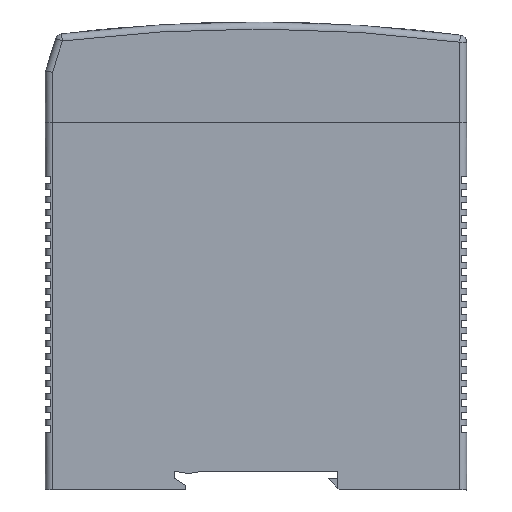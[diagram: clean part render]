
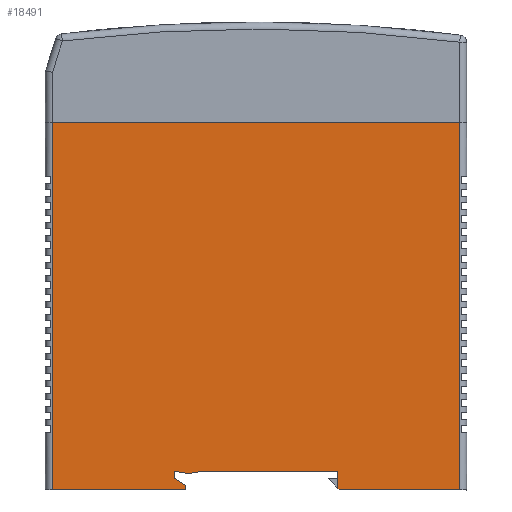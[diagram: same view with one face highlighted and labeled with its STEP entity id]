
A CAD part, left-side view. The second image highlights one B-rep face of the part: STEP entity #18491.
In plain terms, the highlighted planar face has unit normal (-1, 0, 0).
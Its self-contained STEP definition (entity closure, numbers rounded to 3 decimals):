
#591 = LINE ( 'NONE', #4944, #19554 ) ;
#1104 = CARTESIAN_POINT ( 'NONE',  ( -20., 0., -21.5 ) ) ;
#1451 = CARTESIAN_POINT ( 'NONE',  ( -20., -17.85, -100. ) ) ;
#1503 = ORIENTED_EDGE ( 'NONE', *, *, #18044, .T. ) ;
#1555 = CARTESIAN_POINT ( 'NONE',  ( -20., 11.5, -96. ) ) ;
#1868 = CARTESIAN_POINT ( 'NONE',  ( -20., 0., -100. ) ) ;
#1902 = EDGE_CURVE ( 'NONE', #21554, #22066, #7886, .T. ) ;
#2149 = VERTEX_POINT ( 'NONE', #20923 ) ;
#2247 = ORIENTED_EDGE ( 'NONE', *, *, #25160, .T. ) ;
#2249 = VECTOR ( 'NONE', #22704, 1000. ) ;
#2365 = LINE ( 'NONE', #16496, #2249 ) ;
#2595 = VERTEX_POINT ( 'NONE', #20509 ) ;
#2674 = LINE ( 'NONE', #14831, #24660 ) ;
#2815 = EDGE_CURVE ( 'NONE', #5470, #2595, #11856, .T. ) ;
#2977 = DIRECTION ( 'NONE',  ( 0., 0., -1. ) ) ;
#2993 = DIRECTION ( 'NONE',  ( 0., 0., 1. ) ) ;
#3059 = CARTESIAN_POINT ( 'NONE',  ( -20., 15., -100. ) ) ;
#3157 = AXIS2_PLACEMENT_3D ( 'NONE', #24705, #6611, #15029 ) ;
#3510 = ORIENTED_EDGE ( 'NONE', *, *, #1902, .T. ) ;
#3571 = VECTOR ( 'NONE', #10386, 1000. ) ;
#4339 = VERTEX_POINT ( 'NONE', #9951 ) ;
#4531 = VERTEX_POINT ( 'NONE', #25510 ) ;
#4944 = CARTESIAN_POINT ( 'NONE',  ( -20., -17.5, -97.5 ) ) ;
#5053 = DIRECTION ( 'NONE',  ( 0., -1., 0. ) ) ;
#5106 = DIRECTION ( 'NONE',  ( 0., 0., 1. ) ) ;
#5278 = VERTEX_POINT ( 'NONE', #19745 ) ;
#5470 = VERTEX_POINT ( 'NONE', #17726 ) ;
#5485 = EDGE_CURVE ( 'NONE', #9748, #5563, #25771, .T. ) ;
#5563 = VERTEX_POINT ( 'NONE', #5834 ) ;
#5834 = CARTESIAN_POINT ( 'NONE',  ( -20., -43.5, -100. ) ) ;
#5847 = EDGE_CURVE ( 'NONE', #4339, #9748, #2365, .T. ) ;
#6296 = LINE ( 'NONE', #18577, #3571 ) ;
#6611 = DIRECTION ( 'NONE',  ( 1., 0., 0. ) ) ;
#6743 = CARTESIAN_POINT ( 'NONE',  ( -20., 15., -99. ) ) ;
#7056 = EDGE_CURVE ( 'NONE', #18659, #5278, #19662, .T. ) ;
#7090 = CARTESIAN_POINT ( 'NONE',  ( -20., -43.5, -21.5 ) ) ;
#7183 = ORIENTED_EDGE ( 'NONE', *, *, #16990, .T. ) ;
#7503 = VECTOR ( 'NONE', #9606, 1000. ) ;
#7713 = VECTOR ( 'NONE', #24062, 1000. ) ;
#7886 = LINE ( 'NONE', #16352, #25281 ) ;
#8025 = ORIENTED_EDGE ( 'NONE', *, *, #7056, .T. ) ;
#8130 = VERTEX_POINT ( 'NONE', #3059 ) ;
#9029 = ORIENTED_EDGE ( 'NONE', *, *, #18700, .T. ) ;
#9488 = ORIENTED_EDGE ( 'NONE', *, *, #9539, .T. ) ;
#9539 = EDGE_CURVE ( 'NONE', #2595, #18659, #22856, .T. ) ;
#9606 = DIRECTION ( 'NONE',  ( 0., -1., 0. ) ) ;
#9748 = VERTEX_POINT ( 'NONE', #1451 ) ;
#9951 = CARTESIAN_POINT ( 'NONE',  ( -20., -17.5, -99.628 ) ) ;
#10085 = VECTOR ( 'NONE', #13970, 1000. ) ;
#10088 = EDGE_LOOP ( 'NONE', ( #21097, #7183, #23297, #17464, #1503, #9029, #3510, #16538, #21424, #9488, #8025, #2247, #23007 ) ) ;
#10386 = DIRECTION ( 'NONE',  ( 0., 0., 1. ) ) ;
#10645 = CARTESIAN_POINT ( 'NONE',  ( -20., 43.5, -21.5 ) ) ;
#10667 = LINE ( 'NONE', #13051, #20528 ) ;
#10901 = EDGE_CURVE ( 'NONE', #22066, #5470, #10667, .T. ) ;
#11856 = LINE ( 'NONE', #11992, #10085 ) ;
#11992 = CARTESIAN_POINT ( 'NONE',  ( -20., 17.5, -96. ) ) ;
#12298 = VERTEX_POINT ( 'NONE', #10645 ) ;
#12433 = FACE_OUTER_BOUND ( 'NONE', #10088, .T. ) ;
#13033 = LINE ( 'NONE', #21219, #23460 ) ;
#13051 = CARTESIAN_POINT ( 'NONE',  ( -20., 17.5, -97.5 ) ) ;
#13128 = LINE ( 'NONE', #1104, #25147 ) ;
#13970 = DIRECTION ( 'NONE',  ( 0., -0.986, -0.164 ) ) ;
#14831 = CARTESIAN_POINT ( 'NONE',  ( -20., 0., -100. ) ) ;
#15029 = DIRECTION ( 'NONE',  ( 0., 0., -1. ) ) ;
#16352 = CARTESIAN_POINT ( 'NONE',  ( -20., 15., -99. ) ) ;
#16496 = CARTESIAN_POINT ( 'NONE',  ( -20., -17.85, -100. ) ) ;
#16538 = ORIENTED_EDGE ( 'NONE', *, *, #10901, .T. ) ;
#16990 = EDGE_CURVE ( 'NONE', #5563, #2149, #25184, .T. ) ;
#17104 = VECTOR ( 'NONE', #20886, 1000. ) ;
#17224 = DIRECTION ( 'NONE',  ( 0., -1., 0. ) ) ;
#17464 = ORIENTED_EDGE ( 'NONE', *, *, #24221, .T. ) ;
#17726 = CARTESIAN_POINT ( 'NONE',  ( -20., 17.5, -96. ) ) ;
#18044 = EDGE_CURVE ( 'NONE', #4531, #8130, #2674, .T. ) ;
#18491 = ADVANCED_FACE ( 'NONE', ( #12433 ), #25320, .F. ) ;
#18577 = CARTESIAN_POINT ( 'NONE',  ( -20., 15., -100. ) ) ;
#18659 = VERTEX_POINT ( 'NONE', #22152 ) ;
#18700 = EDGE_CURVE ( 'NONE', #8130, #21554, #6296, .T. ) ;
#19554 = VECTOR ( 'NONE', #24762, 1000. ) ;
#19662 = LINE ( 'NONE', #1555, #7503 ) ;
#19745 = CARTESIAN_POINT ( 'NONE',  ( -20., -17.5, -96. ) ) ;
#20509 = CARTESIAN_POINT ( 'NONE',  ( -20., 14.5, -96.5 ) ) ;
#20528 = VECTOR ( 'NONE', #2993, 1000. ) ;
#20886 = DIRECTION ( 'NONE',  ( 0., -0.986, 0.164 ) ) ;
#20923 = CARTESIAN_POINT ( 'NONE',  ( -20., -43.5, -21.5 ) ) ;
#21097 = ORIENTED_EDGE ( 'NONE', *, *, #5485, .T. ) ;
#21219 = CARTESIAN_POINT ( 'NONE',  ( -20., 43.5, 0. ) ) ;
#21424 = ORIENTED_EDGE ( 'NONE', *, *, #2815, .T. ) ;
#21554 = VERTEX_POINT ( 'NONE', #6743 ) ;
#22066 = VERTEX_POINT ( 'NONE', #24440 ) ;
#22152 = CARTESIAN_POINT ( 'NONE',  ( -20., 11.5, -96. ) ) ;
#22704 = DIRECTION ( 'NONE',  ( 0., -0.685, -0.729 ) ) ;
#22738 = CARTESIAN_POINT ( 'NONE',  ( -20., 14.5, -96.5 ) ) ;
#22856 = LINE ( 'NONE', #22738, #17104 ) ;
#23007 = ORIENTED_EDGE ( 'NONE', *, *, #5847, .T. ) ;
#23297 = ORIENTED_EDGE ( 'NONE', *, *, #24555, .F. ) ;
#23460 = VECTOR ( 'NONE', #2977, 1000. ) ;
#24006 = DIRECTION ( 'NONE',  ( 0., 0.857, 0.514 ) ) ;
#24062 = DIRECTION ( 'NONE',  ( 0., -1., 0. ) ) ;
#24221 = EDGE_CURVE ( 'NONE', #12298, #4531, #13033, .T. ) ;
#24440 = CARTESIAN_POINT ( 'NONE',  ( -20., 17.5, -97.5 ) ) ;
#24555 = EDGE_CURVE ( 'NONE', #12298, #2149, #13128, .T. ) ;
#24660 = VECTOR ( 'NONE', #5053, 1000. ) ;
#24705 = CARTESIAN_POINT ( 'NONE',  ( -20., 0., 0. ) ) ;
#24762 = DIRECTION ( 'NONE',  ( 0., 0., -1. ) ) ;
#25147 = VECTOR ( 'NONE', #17224, 1000. ) ;
#25160 = EDGE_CURVE ( 'NONE', #5278, #4339, #591, .T. ) ;
#25184 = LINE ( 'NONE', #7090, #25466 ) ;
#25281 = VECTOR ( 'NONE', #24006, 1000. ) ;
#25320 = PLANE ( 'NONE',  #3157 ) ;
#25466 = VECTOR ( 'NONE', #5106, 1000. ) ;
#25510 = CARTESIAN_POINT ( 'NONE',  ( -20., 43.5, -100. ) ) ;
#25771 = LINE ( 'NONE', #1868, #7713 ) ;
